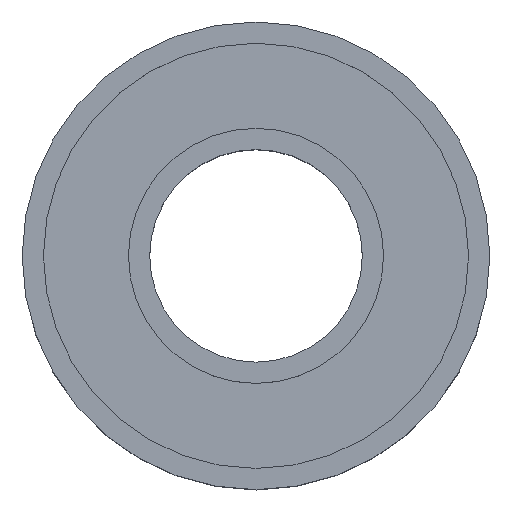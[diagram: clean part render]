
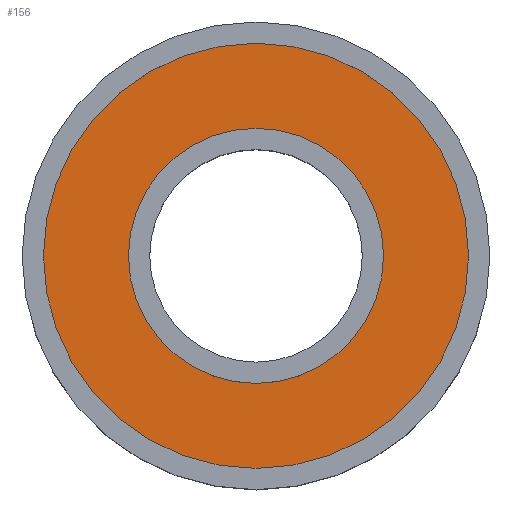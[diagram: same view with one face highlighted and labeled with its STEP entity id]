
A CAD part, top view. The second image highlights one B-rep face of the part: STEP entity #156.
In plain terms, the highlighted planar face has unit normal (0, 0, 1).
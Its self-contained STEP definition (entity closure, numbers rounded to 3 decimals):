
#14=FACE_BOUND('',#43,.T.);
#20=PLANE('',#184);
#30=FACE_OUTER_BOUND('',#42,.T.);
#42=EDGE_LOOP('',(#117));
#43=EDGE_LOOP('',(#118));
#71=CIRCLE('',#182,3.);
#73=CIRCLE('',#185,5.);
#83=VERTEX_POINT('',#263);
#85=VERTEX_POINT('',#269);
#95=EDGE_CURVE('',#83,#83,#71,.T.);
#98=EDGE_CURVE('',#85,#85,#73,.T.);
#117=ORIENTED_EDGE('',*,*,#98,.T.);
#118=ORIENTED_EDGE('',*,*,#95,.T.);
#156=ADVANCED_FACE('',(#30,#14),#20,.T.);
#182=AXIS2_PLACEMENT_3D('',#264,#209,#210);
#184=AXIS2_PLACEMENT_3D('',#268,#214,#215);
#185=AXIS2_PLACEMENT_3D('',#270,#216,#217);
#209=DIRECTION('center_axis',(0.,0.,-1.));
#210=DIRECTION('ref_axis',(1.,0.,0.));
#214=DIRECTION('center_axis',(0.,0.,1.));
#215=DIRECTION('ref_axis',(-1.,0.,0.));
#216=DIRECTION('center_axis',(0.,0.,1.));
#217=DIRECTION('ref_axis',(-1.,0.,0.));
#263=CARTESIAN_POINT('',(3.,0.,3.8));
#264=CARTESIAN_POINT('Origin',(0.,0.,3.8));
#268=CARTESIAN_POINT('Origin',(0.,0.,3.8));
#269=CARTESIAN_POINT('',(5.,0.,3.8));
#270=CARTESIAN_POINT('Origin',(0.,0.,3.8));
